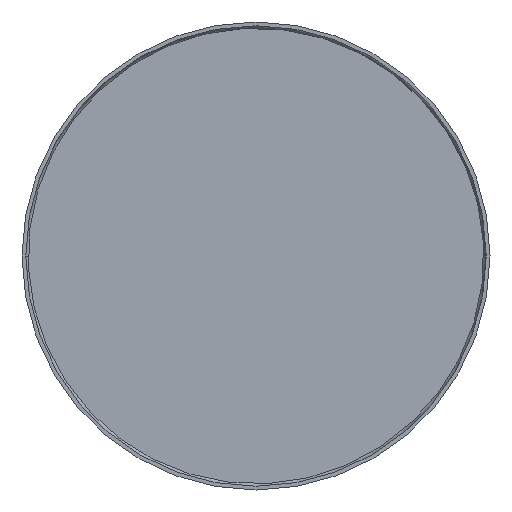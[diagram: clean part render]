
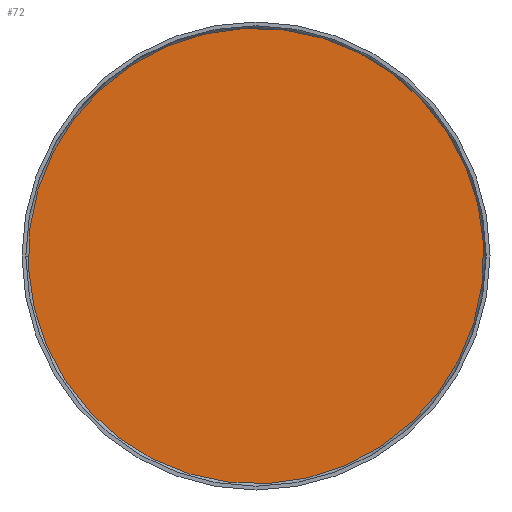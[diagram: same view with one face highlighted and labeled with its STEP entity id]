
A CAD part, front view. The second image highlights one B-rep face of the part: STEP entity #72.
In plain terms, the highlighted face is planar.
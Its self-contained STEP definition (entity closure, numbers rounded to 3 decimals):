
#15 = VERTEX_POINT ( 'NONE', #1061 ) ;
#18 = DIRECTION ( 'NONE',  ( 0., 1., 0. ) ) ;
#19 = AXIS2_PLACEMENT_3D ( 'NONE', #583, #18, #965 ) ;
#69 = CARTESIAN_POINT ( 'NONE',  ( 0., 2.6, 0. ) ) ;
#72 = ADVANCED_FACE ( 'NONE', ( #480 ), #496, .T. ) ;
#123 = VERTEX_POINT ( 'NONE', #1092 ) ;
#234 = CARTESIAN_POINT ( 'NONE',  ( 0., 2.6, 0. ) ) ;
#320 = DIRECTION ( 'NONE',  ( 0., 0., 1. ) ) ;
#323 = EDGE_CURVE ( 'NONE', #123, #15, #1078, .T. ) ;
#422 = ORIENTED_EDGE ( 'NONE', *, *, #951, .T. ) ;
#462 = CIRCLE ( 'NONE', #1075, 24. ) ;
#480 = FACE_OUTER_BOUND ( 'NONE', #525, .T. ) ;
#496 = PLANE ( 'NONE',  #1131 ) ;
#525 = EDGE_LOOP ( 'NONE', ( #736, #422 ) ) ;
#583 = CARTESIAN_POINT ( 'NONE',  ( 0., 2.6, 0. ) ) ;
#736 = ORIENTED_EDGE ( 'NONE', *, *, #323, .T. ) ;
#794 = DIRECTION ( 'NONE',  ( 0., 1., 0. ) ) ;
#873 = DIRECTION ( 'NONE',  ( 0., 1., 0. ) ) ;
#951 = EDGE_CURVE ( 'NONE', #15, #123, #462, .T. ) ;
#965 = DIRECTION ( 'NONE',  ( 0., 0., 1. ) ) ;
#1061 = CARTESIAN_POINT ( 'NONE',  ( 0., 2.6, 24. ) ) ;
#1075 = AXIS2_PLACEMENT_3D ( 'NONE', #69, #794, #1119 ) ;
#1078 = CIRCLE ( 'NONE', #19, 24. ) ;
#1092 = CARTESIAN_POINT ( 'NONE',  ( 0., 2.6, -24. ) ) ;
#1119 = DIRECTION ( 'NONE',  ( 0., 0., 1. ) ) ;
#1131 = AXIS2_PLACEMENT_3D ( 'NONE', #234, #873, #320 ) ;
